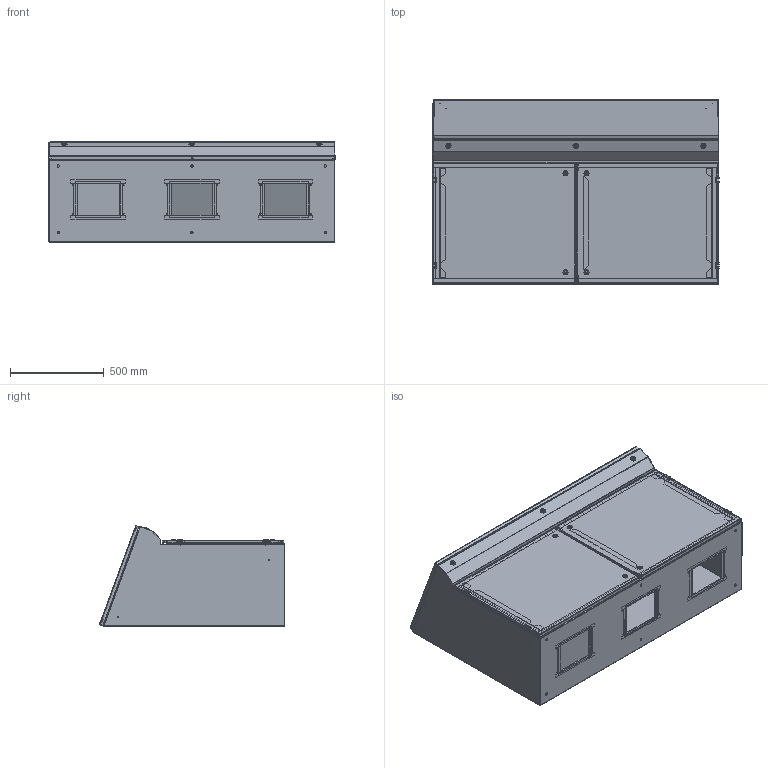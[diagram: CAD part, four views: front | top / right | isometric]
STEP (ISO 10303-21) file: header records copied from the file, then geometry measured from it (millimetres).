
FILE_DESCRIPTION (( 'STEP AP214' ), '1' );
FILE_NAME ('2CLC2060.STEP', '2019-07-16T22:15:16', ( '' ), ( '' ), 'SwSTEP 2.0', 'SolidWorks 2018', '' );
FILE_SCHEMA (( 'AUTOMOTIVE_DESIGN' ));
Length unit declared in the file: inch
Products named in the file (1): 2CLC2060
Bounding box: 1525.37 x 988.78 x 535.97 mm (x, y, z)
Volume: 12381153 mm3; surface area: 12606215.5 mm2
Topology: 173 solids, 173 shells, 2985 faces, 7269 edges, 4760 vertices
Faces by surface type: plane 2136, cylinder 696, bspline 68, cone 45, torus 36, sphere 4
Full cylindrical faces by diameter (mm): 4.801 x8, 4.976 x13, 5 x7, 5.004 x8, 5.74 x8, 5.893 x6, 5.994 x24, 6 x4, 6.172 x2, 6.35 x44, 6.909 x3, 6.985 x8, 7.137 x83, 7.805 x1, 7.937 x6, 7.938 x2, 8.331 x2, 8.382 x6, 8.509 x3, 9.144 x2, 9.525 x6, 9.83 x11, 9.931 x4, 10.16 x2, 11.1 x2, 11.887 x1, 12.7 x23, 13.335 x7, 15.494 x4, 15.875 x18
Entity records: 92884 total; most frequent: CARTESIAN_POINT 22179, DIRECTION 13714, ORIENTED_EDGE 13324, EDGE_CURVE 6662, LINE 4938, VECTOR 4938, VERTEX_POINT 4586, AXIS2_PLACEMENT_3D 4388
